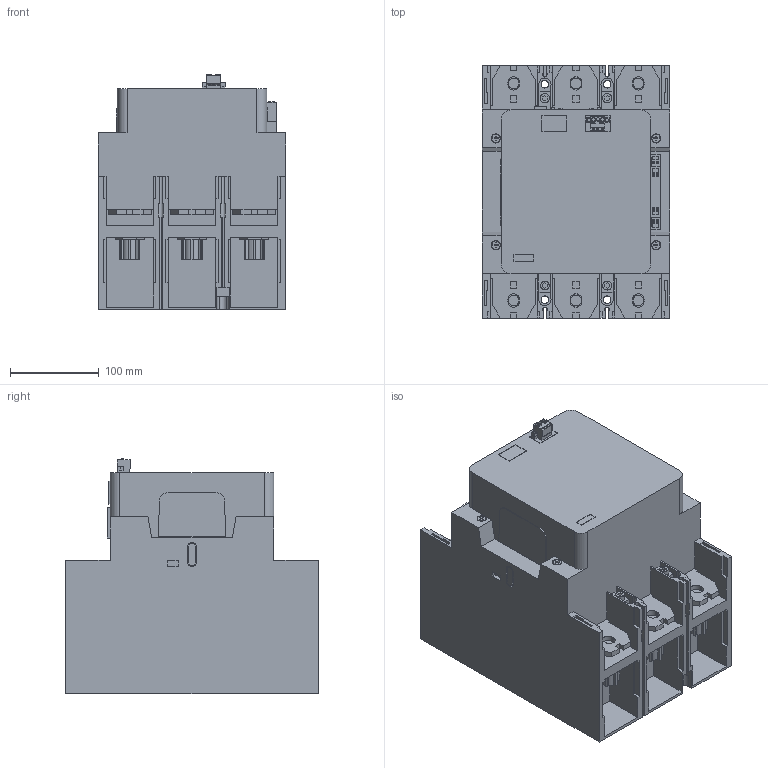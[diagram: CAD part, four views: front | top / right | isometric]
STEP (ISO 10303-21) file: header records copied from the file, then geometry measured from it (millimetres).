
FILE_DESCRIPTION((''),'2;1');
FILE_NAME('LC1G630EHEN-3D_ASM','2021-08-12T16:52:41',('SESA617601'),('Schneider-Electric'),'CREO PARAMETRIC BY PTC INC, 2019471','CREO PARAMETRIC BY PTC INC, 2019471','');
FILE_SCHEMA(('CONFIG_CONTROL_DESIGN'));
Length unit declared in the file: millimetre
Products named in the file (2): LC1G630EHEN; LC1G630EHEN-3D_ASM
Assembly tree (1 placements, depth 2):
  LC1G630EHEN-3D_ASM
    LC1G630EHEN
Bounding box: 210.6 x 284 x 264.95 mm (x, y, z)
Volume: 10266175.2 mm3; surface area: 603714.4 mm2
Topology: 1 solids, 1 shells, 1092 faces, 3007 edges, 2004 vertices
Faces by surface type: plane 921, cylinder 171
Entity records: 34591 total; most frequent: CARTESIAN_POINT 6176, ORIENTED_EDGE 6014, DIRECTION 5565, EDGE_CURVE 3007, VECTOR 2621, LINE 2621, VERTEX_POINT 2004, AXIS2_PLACEMENT_3D 1472
